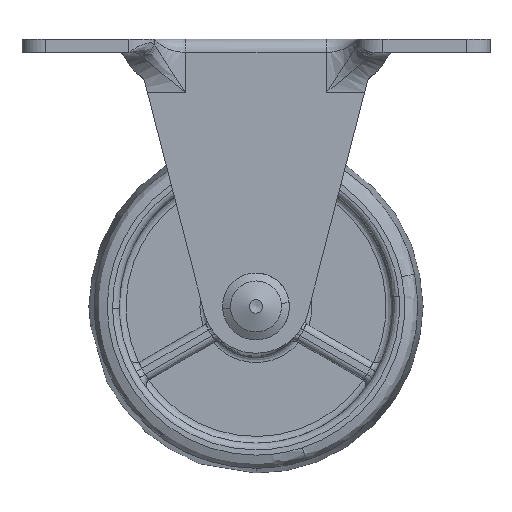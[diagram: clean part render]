
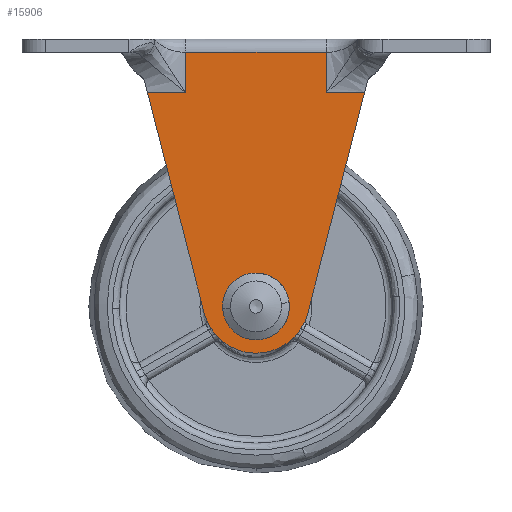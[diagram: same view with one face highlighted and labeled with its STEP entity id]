
A CAD part, front view. The second image highlights one B-rep face of the part: STEP entity #15906.
In plain terms, the highlighted free-form (B-spline) face has degree [1, 1] with [2, 2] control points.
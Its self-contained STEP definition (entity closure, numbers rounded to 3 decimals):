
#10834=CARTESIAN_POINT('',(3.24,-15.0,14.755));
#10835=VERTEX_POINT('',#10834);
#10841=CARTESIAN_POINT('',(0.0,-15.0,17.75));
#10842=VERTEX_POINT('',#10841);
#10843=CARTESIAN_POINT('',(0.0,-15.0,17.75));
#10844=CARTESIAN_POINT('',(3.004,-15.,17.75));
#10845=CARTESIAN_POINT('',(3.24,-15.,14.755));
#10853=(BOUNDED_CURVE()B_SPLINE_CURVE(2,(#10843,#10844,#10845),.UNSPECIFIED.,.F.,.U.)B_SPLINE_CURVE_WITH_KNOTS((3,3),(0.0,0.236),.UNSPECIFIED.)CURVE()GEOMETRIC_REPRESENTATION_ITEM()RATIONAL_B_SPLINE_CURVE((1.0,0.723,0.97))REPRESENTATION_ITEM(''));
#10854=EDGE_CURVE('',#10842,#10835,#10853,.T.);
#10856=CARTESIAN_POINT('',(-3.24,-15.0,14.245));
#10857=VERTEX_POINT('',#10856);
#10858=CARTESIAN_POINT('',(-3.24,-15.,14.245));
#10859=CARTESIAN_POINT('',(-3.25,-15.,14.372));
#10860=CARTESIAN_POINT('',(-3.25,-15.0,14.5));
#10861=CARTESIAN_POINT('',(-3.25,-15.,17.75));
#10862=CARTESIAN_POINT('',(0.0,-15.0,17.75));
#10870=(BOUNDED_CURVE()B_SPLINE_CURVE(2,(#10858,#10859,#10860,#10861,#10862),.UNSPECIFIED.,.F.,.U.)B_SPLINE_CURVE_WITH_KNOTS((3,2,3),(0.736,0.75,1.0),.UNSPECIFIED.)CURVE()GEOMETRIC_REPRESENTATION_ITEM()RATIONAL_B_SPLINE_CURVE((0.97,0.984,1.0,0.707,1.0))REPRESENTATION_ITEM(''));
#10871=EDGE_CURVE('',#10857,#10842,#10870,.T.);
#10947=CARTESIAN_POINT('',(0.0,-15.0,11.25));
#10948=VERTEX_POINT('',#10947);
#10949=CARTESIAN_POINT('',(0.0,-15.0,11.25));
#10950=CARTESIAN_POINT('',(-3.004,-15.,11.25));
#10951=CARTESIAN_POINT('',(-3.24,-15.,14.245));
#10959=(BOUNDED_CURVE()B_SPLINE_CURVE(2,(#10949,#10950,#10951),.UNSPECIFIED.,.F.,.U.)B_SPLINE_CURVE_WITH_KNOTS((3,3),(0.5,0.736),.UNSPECIFIED.)CURVE()GEOMETRIC_REPRESENTATION_ITEM()RATIONAL_B_SPLINE_CURVE((1.0,0.723,0.97))REPRESENTATION_ITEM(''));
#10960=EDGE_CURVE('',#10948,#10857,#10959,.T.);
#10962=CARTESIAN_POINT('',(3.24,-15.,14.755));
#10963=CARTESIAN_POINT('',(3.25,-15.,14.628));
#10964=CARTESIAN_POINT('',(3.25,-15.0,14.5));
#10965=CARTESIAN_POINT('',(3.25,-15.,11.25));
#10966=CARTESIAN_POINT('',(0.0,-15.0,11.25));
#10974=(BOUNDED_CURVE()B_SPLINE_CURVE(2,(#10962,#10963,#10964,#10965,#10966),.UNSPECIFIED.,.F.,.U.)B_SPLINE_CURVE_WITH_KNOTS((3,2,3),(0.236,0.25,0.5),.UNSPECIFIED.)CURVE()GEOMETRIC_REPRESENTATION_ITEM()RATIONAL_B_SPLINE_CURVE((0.97,0.984,1.0,0.707,1.0))REPRESENTATION_ITEM(''));
#10975=EDGE_CURVE('',#10835,#10948,#10974,.T.);
#13853=CARTESIAN_POINT('',(-10.515,-15.,52.5));
#13854=VERTEX_POINT('',#13853);
#13919=CARTESIAN_POINT('',(10.515,-15.0,52.5));
#13920=VERTEX_POINT('',#13919);
#13942=CARTESIAN_POINT('',(10.515,-15.0,52.5));
#13943=CARTESIAN_POINT('',(-10.515,-15.,52.5));
#13944=QUASI_UNIFORM_CURVE('',1,(#13942,#13943),.UNSPECIFIED.,.F.,.U.);
#13945=EDGE_CURVE('',#13920,#13854,#13944,.T.);
#14530=CARTESIAN_POINT('',(10.515,-15.0,46.5));
#14531=VERTEX_POINT('',#14530);
#14743=CARTESIAN_POINT('',(-10.515,-15.,46.5));
#14744=VERTEX_POINT('',#14743);
#15263=CARTESIAN_POINT('',(-10.515,-15.,46.5));
#15264=CARTESIAN_POINT('',(-10.515,-15.,52.5));
#15265=QUASI_UNIFORM_CURVE('',1,(#15263,#15264),.UNSPECIFIED.,.F.,.U.);
#15266=EDGE_CURVE('',#14744,#13854,#15265,.T.);
#15298=CARTESIAN_POINT('',(10.515,-15.0,46.5));
#15299=CARTESIAN_POINT('',(10.515,-15.0,52.5));
#15300=QUASI_UNIFORM_CURVE('',1,(#15298,#15299),.UNSPECIFIED.,.F.,.U.);
#15301=EDGE_CURVE('',#14531,#13920,#15300,.T.);
#15829=CARTESIAN_POINT('',(16.235,-15.0,46.5));
#15830=VERTEX_POINT('',#15829);
#15831=CARTESIAN_POINT('',(10.515,-15.0,46.5));
#15832=CARTESIAN_POINT('',(16.235,-15.0,46.5));
#15833=QUASI_UNIFORM_CURVE('',1,(#15831,#15832),.UNSPECIFIED.,.F.,.U.);
#15834=EDGE_CURVE('',#14531,#15830,#15833,.T.);
#15853=CARTESIAN_POINT('',(-17.857,-15.0,5.252));
#15854=CARTESIAN_POINT('',(-17.857,-15.0,54.748));
#15855=CARTESIAN_POINT('',(17.857,-15.0,5.252));
#15856=CARTESIAN_POINT('',(17.857,-15.0,54.748));
#15857=B_SPLINE_SURFACE_WITH_KNOTS('',1,1,((#15853,#15855),(#15854,#15856)),.UNSPECIFIED.,.F.,.F.,.U.,(2,2),(2,2),(0.0,49.496),(0.0,35.715),.UNSPECIFIED.);
#15858=ORIENTED_EDGE('',*,*,#15301,.T.);
#15859=ORIENTED_EDGE('',*,*,#13945,.T.);
#15860=ORIENTED_EDGE('',*,*,#15266,.F.);
#15861=CARTESIAN_POINT('',(-16.235,-15.0,46.5));
#15862=VERTEX_POINT('',#15861);
#15863=CARTESIAN_POINT('',(-16.235,-15.0,46.5));
#15864=CARTESIAN_POINT('',(-10.515,-15.,46.5));
#15865=QUASI_UNIFORM_CURVE('',1,(#15863,#15864),.UNSPECIFIED.,.F.,.U.);
#15866=EDGE_CURVE('',#15862,#14744,#15865,.T.);
#15867=ORIENTED_EDGE('',*,*,#15866,.F.);
#15868=CARTESIAN_POINT('',(-7.748,-15.0,13.507));
#15869=VERTEX_POINT('',#15868);
#15870=CARTESIAN_POINT('',(-7.748,-15.0,13.507));
#15871=CARTESIAN_POINT('',(-16.235,-15.0,46.5));
#15872=QUASI_UNIFORM_CURVE('',1,(#15870,#15871),.UNSPECIFIED.,.F.,.U.);
#15873=EDGE_CURVE('',#15869,#15862,#15872,.T.);
#15874=ORIENTED_EDGE('',*,*,#15873,.F.);
#15875=CARTESIAN_POINT('',(7.748,-15.0,13.507));
#15876=VERTEX_POINT('',#15875);
#15877=CARTESIAN_POINT('',(7.748,-15.0,13.507));
#15878=CARTESIAN_POINT('',(6.202,-15.0,7.5));
#15879=CARTESIAN_POINT('',(0.,-15.0,7.5));
#15880=CARTESIAN_POINT('',(-6.202,-15.0,7.5));
#15881=CARTESIAN_POINT('',(-7.748,-15.0,13.507));
#15889=(BOUNDED_CURVE()B_SPLINE_CURVE(2,(#15877,#15878,#15879,#15880,#15881),.UNSPECIFIED.,.F.,.U.)B_SPLINE_CURVE_WITH_KNOTS((3,2,3),(0.0,0.5,1.0),.UNSPECIFIED.)CURVE()GEOMETRIC_REPRESENTATION_ITEM()RATIONAL_B_SPLINE_CURVE((1.0,0.79,1.0,0.79,1.0))REPRESENTATION_ITEM(''));
#15890=EDGE_CURVE('',#15876,#15869,#15889,.T.);
#15891=ORIENTED_EDGE('',*,*,#15890,.F.);
#15892=CARTESIAN_POINT('',(16.235,-15.0,46.5));
#15893=CARTESIAN_POINT('',(7.748,-15.0,13.507));
#15894=QUASI_UNIFORM_CURVE('',1,(#15892,#15893),.UNSPECIFIED.,.F.,.U.);
#15895=EDGE_CURVE('',#15830,#15876,#15894,.T.);
#15896=ORIENTED_EDGE('',*,*,#15895,.F.);
#15897=ORIENTED_EDGE('',*,*,#15834,.F.);
#15898=EDGE_LOOP('',(#15858,#15859,#15860,#15867,#15874,#15891,#15896,#15897));
#15899=FACE_OUTER_BOUND('',#15898,.T.);
#15900=ORIENTED_EDGE('',*,*,#10960,.T.);
#15901=ORIENTED_EDGE('',*,*,#10871,.T.);
#15902=ORIENTED_EDGE('',*,*,#10854,.T.);
#15903=ORIENTED_EDGE('',*,*,#10975,.T.);
#15904=EDGE_LOOP('',(#15900,#15901,#15902,#15903));
#15905=FACE_BOUND('',#15904,.T.);
#15906=ADVANCED_FACE('',(#15899,#15905),#15857,.F.);
